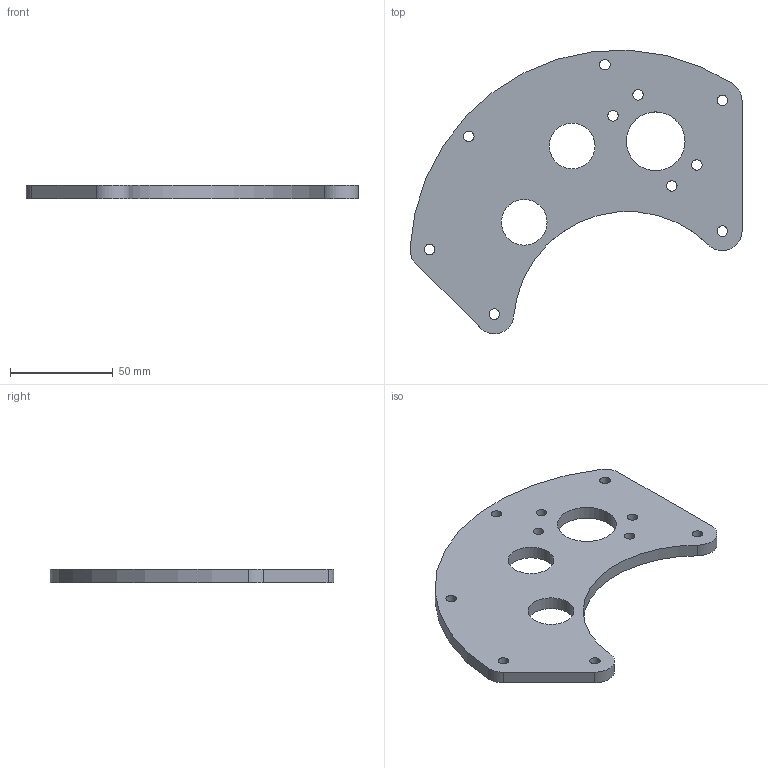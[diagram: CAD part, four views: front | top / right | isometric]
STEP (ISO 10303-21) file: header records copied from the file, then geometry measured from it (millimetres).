
FILE_DESCRIPTION((''),'2;1');
FILE_NAME('back plate_MIR.stp','2012-04-05T02:54:53',('Antonella'),(''),'Autodesk Inventor 2012','Autodesk Inventor 2012','');
FILE_SCHEMA(('AUTOMOTIVE_DESIGN { 1 0 10303 214 1 1 1 1 }'));
Length unit declared in the file: inch
Products named in the file (1): back plate_MIR
Bounding box: 161.33 x 137.7 x 6.35 mm (x, y, z)
Volume: 74665.6 mm3; surface area: 29550.8 mm2
Topology: 1 solids, 1 shells, 39 faces, 93 edges, 62 vertices
Faces by surface type: cylinder 25, plane 10, cone 4
Full cylindrical faces by diameter (mm): 5.105 x10, 9.779 x6, 22.225 x2, 28.575 x1
Entity records: 1090 total; most frequent: DIRECTION 200, CARTESIAN_POINT 164, ORIENTED_EDGE 132, AXIS2_PLACEMENT_3D 94, EDGE_LOOP 94, EDGE_CURVE 66, VERTEX_POINT 58, FACE_BOUND 55
